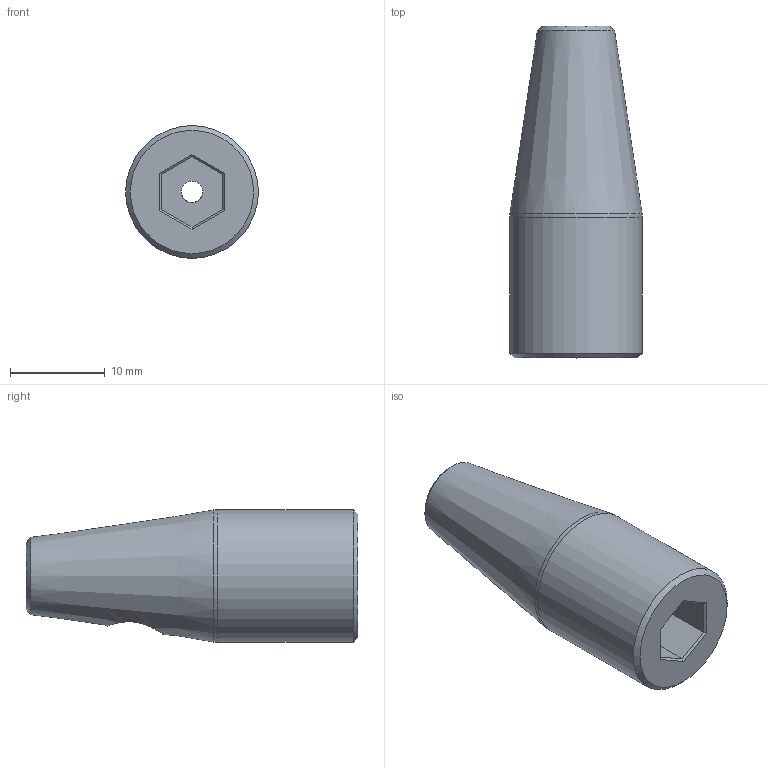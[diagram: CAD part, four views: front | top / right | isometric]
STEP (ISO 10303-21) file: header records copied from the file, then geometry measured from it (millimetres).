
FILE_DESCRIPTION(/* description */ (''),/* implementation_level */ '2;1');
FILE_NAME(/* name */ 'Driver2Drill.step',/* time_stamp */ '2025-06-17T17:41:08+01:00',/* author */ (''),/* organization */ (''),/* preprocessor_version */ 'ST-DEVELOPER v20.1',/* originating_system */ 'Autodesk Translation Framework v14.10.0.0',/* authorisation */ '');
FILE_SCHEMA (('AUTOMOTIVE_DESIGN { 1 0 10303 214 3 1 1 }'));
Length unit declared in the file: millimetre
Products named in the file (1): Driver2Drill
Bounding box: 14 x 35 x 14 mm (x, y, z)
Volume: 3584.8 mm3; surface area: 2042.9 mm2
Topology: 1 solids, 1 shells, 26 faces, 60 edges, 38 vertices
Faces by surface type: plane 18, cylinder 4, cone 3, torus 1
Full cylindrical faces by diameter (mm): 2.25 x1, 3.05 x1, 6 x1, 14 x1
Entity records: 833 total; most frequent: CARTESIAN_POINT 193, DIRECTION 127, ORIENTED_EDGE 120, EDGE_CURVE 60, AXIS2_PLACEMENT_3D 45, VERTEX_POINT 38, LINE 37, VECTOR 37
